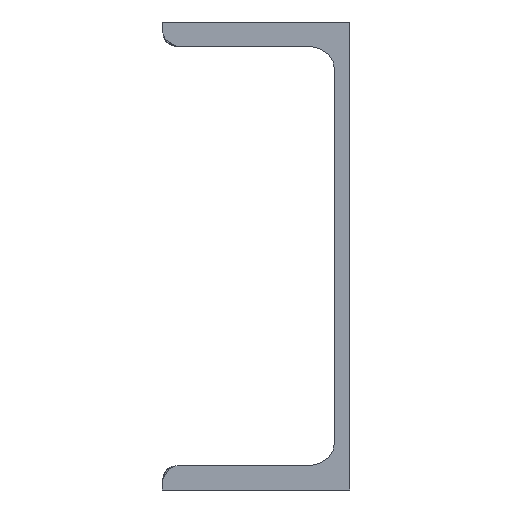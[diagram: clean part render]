
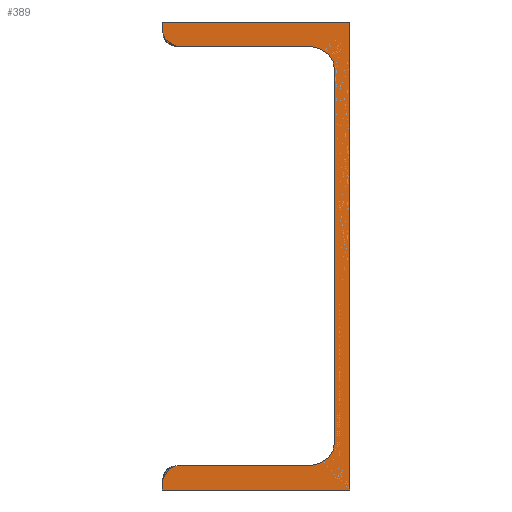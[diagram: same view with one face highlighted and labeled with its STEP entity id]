
A CAD part, front view. The second image highlights one B-rep face of the part: STEP entity #389.
In plain terms, the highlighted free-form (B-spline) face has degree [1, 1] with [2, 2] control points.
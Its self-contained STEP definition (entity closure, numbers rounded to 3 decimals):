
#21 = EDGE_CURVE('',#22,#24,#26,.T.);
#22 = VERTEX_POINT('',#23);
#23 = CARTESIAN_POINT('',(-94.247,0.,0.));
#24 = VERTEX_POINT('',#25);
#25 = CARTESIAN_POINT('',(0.,0.,0.));
#26 = B_SPLINE_CURVE_WITH_KNOTS('',1,(#27,#28),.UNSPECIFIED.,.F.,.F.,(2,
    2),(0.,64.),.PIECEWISE_BEZIER_KNOTS.);
#27 = CARTESIAN_POINT('',(-94.247,0.,0.));
#28 = CARTESIAN_POINT('',(0.,0.,0.));
#57 = EDGE_CURVE('',#58,#22,#60,.T.);
#58 = VERTEX_POINT('',#59);
#59 = CARTESIAN_POINT('',(-94.247,0.,5.007));
#60 = B_SPLINE_CURVE_WITH_KNOTS('',1,(#61,#62),.UNSPECIFIED.,.F.,.F.,(2,
    2),(0.,3.4),.PIECEWISE_BEZIER_KNOTS.);
#61 = CARTESIAN_POINT('',(-94.247,0.,5.007));
#62 = CARTESIAN_POINT('',(-94.247,0.,0.));
#85 = EDGE_CURVE('',#86,#58,#88,.T.);
#86 = VERTEX_POINT('',#87);
#87 = CARTESIAN_POINT('',(-86.884,0.,12.37));
#88 = ( BOUNDED_CURVE() B_SPLINE_CURVE(2,(#89,#90,#91),.UNSPECIFIED.,.F.
,.F.) B_SPLINE_CURVE_WITH_KNOTS((3,3),(0.,1.571),
.PIECEWISE_BEZIER_KNOTS.) CURVE() GEOMETRIC_REPRESENTATION_ITEM() 
RATIONAL_B_SPLINE_CURVE((1.,0.707,1.)) REPRESENTATION_ITEM('') 
  );
#89 = CARTESIAN_POINT('',(-86.884,0.,12.37));
#90 = CARTESIAN_POINT('',(-94.247,0.,12.37));
#91 = CARTESIAN_POINT('',(-94.247,0.,5.007));
#117 = EDGE_CURVE('',#118,#86,#120,.T.);
#118 = VERTEX_POINT('',#119);
#119 = CARTESIAN_POINT('',(-19.88,0.,12.37));
#120 = B_SPLINE_CURVE_WITH_KNOTS('',1,(#121,#122),.UNSPECIFIED.,.F.,.F.,
  (2,2),(0.,45.5),.PIECEWISE_BEZIER_KNOTS.);
#121 = CARTESIAN_POINT('',(-19.88,0.,12.37));
#122 = CARTESIAN_POINT('',(-86.884,0.,12.37));
#155 = VERTEX_POINT('',#156);
#156 = CARTESIAN_POINT('',(-7.363,0.,24.887));
#161 = EDGE_CURVE('',#155,#118,#162,.T.);
#162 = ( BOUNDED_CURVE() B_SPLINE_CURVE(2,(#163,#164,#165),
.UNSPECIFIED.,.F.,.F.) B_SPLINE_CURVE_WITH_KNOTS((3,3),(3.142,
4.712),.PIECEWISE_BEZIER_KNOTS.) CURVE() 
GEOMETRIC_REPRESENTATION_ITEM() RATIONAL_B_SPLINE_CURVE((1.,
0.707,1.)) REPRESENTATION_ITEM('') );
#163 = CARTESIAN_POINT('',(-7.363,0.,24.887));
#164 = CARTESIAN_POINT('',(-7.363,0.,12.37));
#165 = CARTESIAN_POINT('',(-19.88,0.,12.37));
#177 = EDGE_CURVE('',#178,#155,#180,.T.);
#178 = VERTEX_POINT('',#179);
#179 = CARTESIAN_POINT('',(-7.363,0.,210.729));
#180 = B_SPLINE_CURVE_WITH_KNOTS('',1,(#181,#182),.UNSPECIFIED.,.F.,.F.,
  (2,2),(0.,126.2),.PIECEWISE_BEZIER_KNOTS.);
#181 = CARTESIAN_POINT('',(-7.363,0.,210.729));
#182 = CARTESIAN_POINT('',(-7.363,0.,24.887));
#215 = VERTEX_POINT('',#216);
#216 = CARTESIAN_POINT('',(-19.88,0.,223.246));
#221 = EDGE_CURVE('',#215,#178,#222,.T.);
#222 = ( BOUNDED_CURVE() B_SPLINE_CURVE(2,(#223,#224,#225),
.UNSPECIFIED.,.F.,.F.) B_SPLINE_CURVE_WITH_KNOTS((3,3),(0.,
1.571),.PIECEWISE_BEZIER_KNOTS.) CURVE() 
GEOMETRIC_REPRESENTATION_ITEM() RATIONAL_B_SPLINE_CURVE((1.,
0.707,1.)) REPRESENTATION_ITEM('') );
#223 = CARTESIAN_POINT('',(-19.88,0.,223.246));
#224 = CARTESIAN_POINT('',(-7.363,0.,223.246));
#225 = CARTESIAN_POINT('',(-7.363,0.,210.729));
#237 = EDGE_CURVE('',#238,#215,#240,.T.);
#238 = VERTEX_POINT('',#239);
#239 = CARTESIAN_POINT('',(-86.884,0.,223.246));
#240 = B_SPLINE_CURVE_WITH_KNOTS('',1,(#241,#242),.UNSPECIFIED.,.F.,.F.,
  (2,2),(0.,45.5),.PIECEWISE_BEZIER_KNOTS.);
#241 = CARTESIAN_POINT('',(-86.884,0.,223.246));
#242 = CARTESIAN_POINT('',(-19.88,0.,223.246));
#265 = EDGE_CURVE('',#266,#238,#268,.T.);
#266 = VERTEX_POINT('',#267);
#267 = CARTESIAN_POINT('',(-94.247,0.,230.609));
#268 = ( BOUNDED_CURVE() B_SPLINE_CURVE(2,(#269,#270,#271),
.UNSPECIFIED.,.F.,.F.) B_SPLINE_CURVE_WITH_KNOTS((3,3),(1.571,
3.142),.PIECEWISE_BEZIER_KNOTS.) CURVE() 
GEOMETRIC_REPRESENTATION_ITEM() RATIONAL_B_SPLINE_CURVE((1.,
0.707,1.)) REPRESENTATION_ITEM('') );
#269 = CARTESIAN_POINT('',(-94.247,0.,230.609));
#270 = CARTESIAN_POINT('',(-94.247,0.,223.246));
#271 = CARTESIAN_POINT('',(-86.884,0.,223.246));
#297 = EDGE_CURVE('',#298,#266,#300,.T.);
#298 = VERTEX_POINT('',#299);
#299 = CARTESIAN_POINT('',(-94.247,0.,235.616));
#300 = B_SPLINE_CURVE_WITH_KNOTS('',1,(#301,#302),.UNSPECIFIED.,.F.,.F.,
  (2,2),(0.,3.4),.PIECEWISE_BEZIER_KNOTS.);
#301 = CARTESIAN_POINT('',(-94.247,0.,235.616));
#302 = CARTESIAN_POINT('',(-94.247,0.,230.609));
#325 = EDGE_CURVE('',#326,#298,#328,.T.);
#326 = VERTEX_POINT('',#327);
#327 = CARTESIAN_POINT('',(0.,0.,235.616));
#328 = B_SPLINE_CURVE_WITH_KNOTS('',1,(#329,#330),.UNSPECIFIED.,.F.,.F.,
  (2,2),(0.,64.),.PIECEWISE_BEZIER_KNOTS.);
#329 = CARTESIAN_POINT('',(0.,0.,235.616));
#330 = CARTESIAN_POINT('',(-94.247,0.,235.616));
#353 = EDGE_CURVE('',#24,#326,#354,.T.);
#354 = B_SPLINE_CURVE_WITH_KNOTS('',1,(#355,#356),.UNSPECIFIED.,.F.,.F.,
  (2,2),(0.,160.),.PIECEWISE_BEZIER_KNOTS.);
#355 = CARTESIAN_POINT('',(0.,0.,0.));
#356 = CARTESIAN_POINT('',(0.,0.,235.616));
#389 = ADVANCED_FACE('',(#390),#404,.T.);
#390 = FACE_BOUND('',#391,.T.);
#391 = EDGE_LOOP('',(#392,#393,#394,#395,#396,#397,#398,#399,#400,#401,
    #402,#403));
#392 = ORIENTED_EDGE('',*,*,#21,.T.);
#393 = ORIENTED_EDGE('',*,*,#353,.T.);
#394 = ORIENTED_EDGE('',*,*,#325,.T.);
#395 = ORIENTED_EDGE('',*,*,#297,.T.);
#396 = ORIENTED_EDGE('',*,*,#265,.T.);
#397 = ORIENTED_EDGE('',*,*,#237,.T.);
#398 = ORIENTED_EDGE('',*,*,#221,.T.);
#399 = ORIENTED_EDGE('',*,*,#177,.T.);
#400 = ORIENTED_EDGE('',*,*,#161,.T.);
#401 = ORIENTED_EDGE('',*,*,#117,.T.);
#402 = ORIENTED_EDGE('',*,*,#85,.T.);
#403 = ORIENTED_EDGE('',*,*,#57,.T.);
#404 = B_SPLINE_SURFACE_WITH_KNOTS('',1,1,(
    (#405,#406)
    ,(#407,#408
    )),.UNSPECIFIED.,.F.,.F.,.F.,(2,2),(2,2),(-64.,0.),(0.,160.),
  .PIECEWISE_BEZIER_KNOTS.);
#405 = CARTESIAN_POINT('',(-94.247,0.,0.));
#406 = CARTESIAN_POINT('',(-94.247,0.,235.616));
#407 = CARTESIAN_POINT('',(0.,0.,0.));
#408 = CARTESIAN_POINT('',(0.,0.,235.616));
